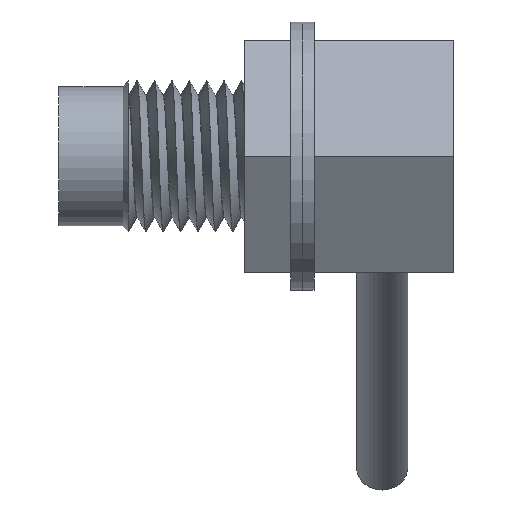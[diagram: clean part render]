
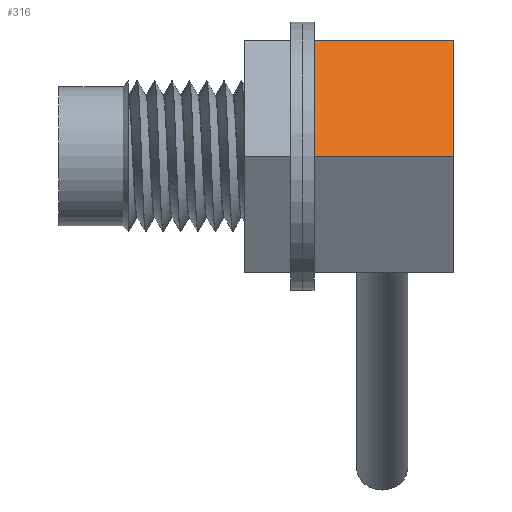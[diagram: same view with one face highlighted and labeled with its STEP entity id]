
A CAD part, front view. The second image highlights one B-rep face of the part: STEP entity #316.
In plain terms, the highlighted planar face has unit normal (0, -0.866, 0.5).
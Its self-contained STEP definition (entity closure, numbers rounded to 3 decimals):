
#54=LINE('',#1271,#95);
#68=LINE('',#1299,#109);
#69=LINE('',#1301,#110);
#70=LINE('',#1302,#111);
#95=VECTOR('',#1068,1.);
#109=VECTOR('',#1090,1.);
#110=VECTOR('',#1093,1.);
#111=VECTOR('',#1094,1.);
#219=FACE_OUTER_BOUND('',#454,.T.);
#264=PLANE('',#897);
#316=ADVANCED_FACE('',(#219),#264,.T.);
#454=EDGE_LOOP('',(#580,#581,#582,#583));
#580=ORIENTED_EDGE('',*,*,#768,.F.);
#581=ORIENTED_EDGE('',*,*,#767,.F.);
#582=ORIENTED_EDGE('',*,*,#769,.T.);
#583=ORIENTED_EDGE('',*,*,#753,.T.);
#680=VERTEX_POINT('',#1269);
#682=VERTEX_POINT('',#1272);
#690=VERTEX_POINT('',#1296);
#691=VERTEX_POINT('',#1298);
#753=EDGE_CURVE('',#682,#680,#54,.T.);
#767=EDGE_CURVE('',#691,#690,#68,.T.);
#768=EDGE_CURVE('',#690,#680,#69,.T.);
#769=EDGE_CURVE('',#691,#682,#70,.T.);
#897=AXIS2_PLACEMENT_3D('',#1303,#1095,#1096);
#1068=DIRECTION('',(1.,0.,0.));
#1090=DIRECTION('',(1.,0.,0.));
#1093=DIRECTION('',(0.,-0.5,-0.866));
#1094=DIRECTION('',(0.,-0.5,-0.866));
#1095=DIRECTION('',(0.,-0.866,0.5));
#1096=DIRECTION('',(0.,-0.5,-0.866));
#1269=CARTESIAN_POINT('',(17.,-5.774,0.));
#1271=CARTESIAN_POINT('',(11.,-5.774,0.));
#1272=CARTESIAN_POINT('',(11.,-5.774,0.));
#1296=CARTESIAN_POINT('',(17.,-2.887,5.));
#1298=CARTESIAN_POINT('',(11.,-2.887,5.));
#1299=CARTESIAN_POINT('',(11.,-2.887,5.));
#1301=CARTESIAN_POINT('',(17.,-2.887,5.));
#1302=CARTESIAN_POINT('',(11.,-2.887,5.));
#1303=CARTESIAN_POINT('',(11.,-2.887,5.));
